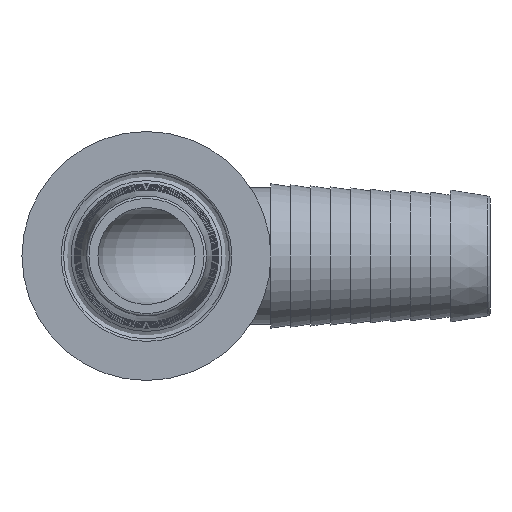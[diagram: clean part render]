
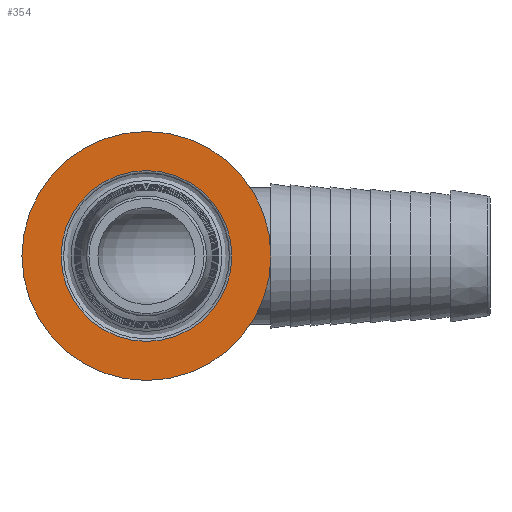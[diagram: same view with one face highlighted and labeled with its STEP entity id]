
A CAD part, front view. The second image highlights one B-rep face of the part: STEP entity #354.
In plain terms, the highlighted planar face has unit normal (0, -1, 0).
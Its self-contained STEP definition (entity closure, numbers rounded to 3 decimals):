
#354 = ADVANCED_FACE( '', ( #781, #782 ), #783, .F. );
#781 = FACE_OUTER_BOUND( '', #1257, .T. );
#782 = FACE_BOUND( '', #1258, .T. );
#783 = PLANE( '', #1259 );
#1257 = EDGE_LOOP( '', ( #2112 ) );
#1258 = EDGE_LOOP( '', ( #2113 ) );
#1259 = AXIS2_PLACEMENT_3D( '', #2114, #2115, #2116 );
#2112 = ORIENTED_EDGE( '', *, *, #2602, .F. );
#2113 = ORIENTED_EDGE( '', *, *, #2587, .F. );
#2114 = CARTESIAN_POINT( '', ( 0., 0., 0. ) );
#2115 = DIRECTION( '', ( 0., 1., 0. ) );
#2116 = DIRECTION( '', ( 0., 0., 1. ) );
#2587 = EDGE_CURVE( '', #3054, #3054, #3055, .T. );
#2602 = EDGE_CURVE( '', #3074, #3074, #3075, .T. );
#3054 = VERTEX_POINT( '', #3823 );
#3055 = CIRCLE( '', #3824, 17.15 );
#3074 = VERTEX_POINT( '', #3854 );
#3075 = CIRCLE( '', #3855, 25. );
#3823 = CARTESIAN_POINT( '', ( 0., 0., 17.15 ) );
#3824 = AXIS2_PLACEMENT_3D( '', #4352, #4353, #4354 );
#3854 = CARTESIAN_POINT( '', ( 0., 0., 25. ) );
#3855 = AXIS2_PLACEMENT_3D( '', #4372, #4373, #4374 );
#4352 = CARTESIAN_POINT( '', ( 0., 0., 0. ) );
#4353 = DIRECTION( '', ( 0., -1., 0. ) );
#4354 = DIRECTION( '', ( 0., 0., 1. ) );
#4372 = CARTESIAN_POINT( '', ( 0., 0., 0. ) );
#4373 = DIRECTION( '', ( 0., 1., 0. ) );
#4374 = DIRECTION( '', ( 0., 0., 1. ) );
